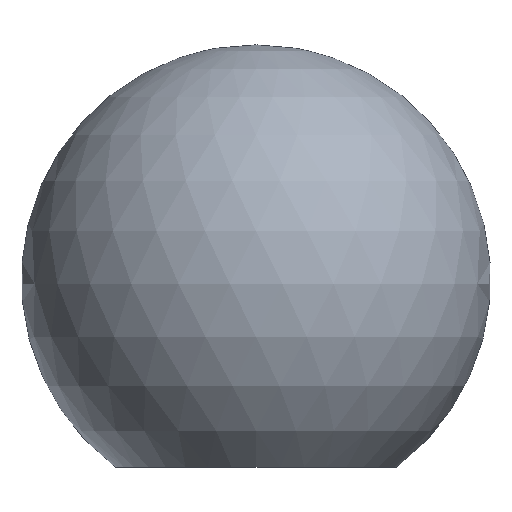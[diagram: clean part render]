
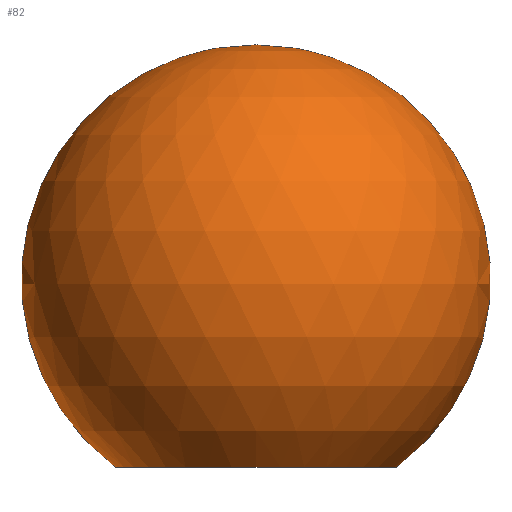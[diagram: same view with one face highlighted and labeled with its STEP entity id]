
A CAD part, front view. The second image highlights one B-rep face of the part: STEP entity #82.
In plain terms, the highlighted spherical face has radius 12.5 mm.
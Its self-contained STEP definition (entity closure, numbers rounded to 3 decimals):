
#72=EDGE_CURVE('',#102,#128,#162,.T.);
#82=ADVANCED_FACE('',(#173),#174,.T.);
#92=EDGE_CURVE('',#102,#130,#184,.T.);
#102=VERTEX_POINT('',#196);
#108=EDGE_CURVE('',#130,#128,#202,.T.);
#128=VERTEX_POINT('',#226);
#130=VERTEX_POINT('',#228);
#162=CIRCLE('',#254,7.5);
#173=FACE_OUTER_BOUND('',#268,.T.);
#174=SPHERICAL_SURFACE('',#269,12.5);
#184=CIRCLE('',#283,12.5);
#196=CARTESIAN_POINT('',(7.5,0.,0.));
#202=CIRCLE('',#308,12.5);
#226=CARTESIAN_POINT('',(-7.5,0.,0.));
#228=CARTESIAN_POINT('',(0.,0.,22.5));
#254=AXIS2_PLACEMENT_3D('',#356,#357,#358);
#268=EDGE_LOOP('',(#372,#373,#374));
#269=AXIS2_PLACEMENT_3D('',#375,#376,#377);
#283=AXIS2_PLACEMENT_3D('',#382,#383,#384);
#308=AXIS2_PLACEMENT_3D('',#409,#410,#411);
#356=CARTESIAN_POINT('',(0.,0.,0.));
#357=DIRECTION('',(0.0,0.0,-1.0));
#358=DIRECTION('',(1.0,0.,0.0));
#372=ORIENTED_EDGE('',*,*,#108,.T.);
#373=ORIENTED_EDGE('',*,*,#72,.F.);
#374=ORIENTED_EDGE('',*,*,#92,.T.);
#375=CARTESIAN_POINT('',(0.,0.,10.));
#376=DIRECTION('',(0.0,0.0,-1.0));
#377=DIRECTION('',(-1.0,0.0,0.0));
#382=CARTESIAN_POINT('',(0.,0.,10.));
#383=DIRECTION('',(0.,-1.0,0.0));
#384=DIRECTION('',(0.0,0.0,1.0));
#409=CARTESIAN_POINT('',(0.,0.,10.));
#410=DIRECTION('',(0.,-1.0,0.0));
#411=DIRECTION('',(0.0,0.0,1.0));
